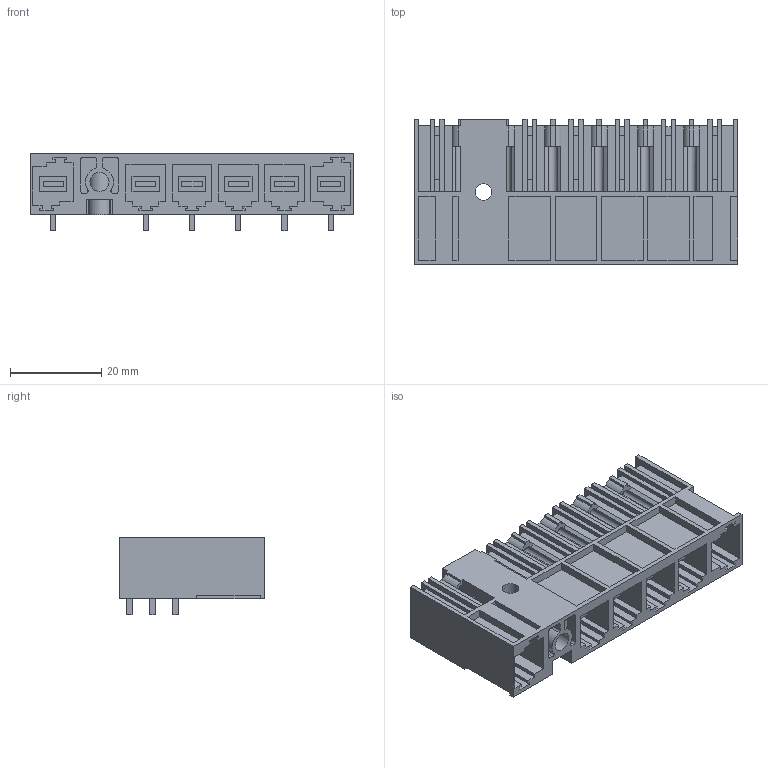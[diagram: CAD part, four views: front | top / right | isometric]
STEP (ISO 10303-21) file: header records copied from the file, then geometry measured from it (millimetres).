
FILE_DESCRIPTION(('CATIA V5 STEP Exchange','CAx-IF Rec.Pracs.--- Model Styling and Organization---1.4--- 2014-01-23'),'2;1');
FILE_NAME ('D1554775_0_2597370000_2597370000.stp','2022-12-14T14:22:37+00:00',('none'),('Weidmueller'),'CATIA Version 5-6 Release 2016 SP3 HF44','CATIA V5 STEP AP214','none');
FILE_SCHEMA(('AUTOMOTIVE_DESIGN { 1 0 10303 214 1 1 1 1 }'));
Length unit declared in the file: millimetre
Products named in the file (1): 2597370000
Bounding box: 71.12 x 32 x 17.1 mm (x, y, z)
Volume: 16651.3 mm3; surface area: 20646.7 mm2
Topology: 7 solids, 7 shells, 769 faces, 2228 edges, 1488 vertices
Faces by surface type: plane 710, cylinder 59
Entity records: 23281 total; most frequent: ORIENTED_EDGE 4456, CARTESIAN_POINT 4323, DIRECTION 3056, EDGE_CURVE 2228, VECTOR 2094, LINE 2094, VERTEX_POINT 1488, EDGE_LOOP 812
